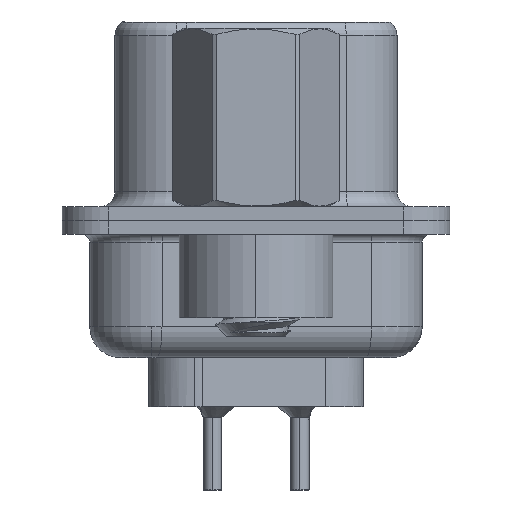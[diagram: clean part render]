
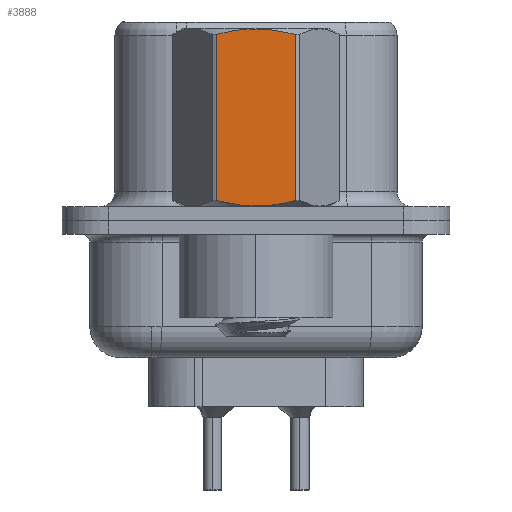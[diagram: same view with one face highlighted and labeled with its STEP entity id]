
A CAD part, left-side view. The second image highlights one B-rep face of the part: STEP entity #3888.
In plain terms, the highlighted planar face has unit normal (-1, 0, 0).
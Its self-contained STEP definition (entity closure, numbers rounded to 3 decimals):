
#75 = B_SPLINE_CURVE_WITH_KNOTS ( 'NONE', 3,
 ( #23138, #15167, #5043, #19207, #7140, #21235, #9241, #23222, #11263, #25260 ),
 .UNSPECIFIED., .F., .F.,
 ( 4, 2, 2, 2, 4 ),
 ( 0.001, 0.002, 0.002, 0.003, 0.004 ),
 .UNSPECIFIED. ) ;
#1066 = VECTOR ( 'NONE', #3272, 1000. ) ;
#1254 = ORIENTED_EDGE ( 'NONE', *, *, #11230, .T. ) ;
#2933 = CARTESIAN_POINT ( 'NONE',  ( -2.381, 1.273, 0.652 ) ) ;
#3272 = DIRECTION ( 'NONE',  ( 0., 0., -1. ) ) ;
#3870 = VERTEX_POINT ( 'NONE', #25504 ) ;
#3888 = ADVANCED_FACE ( 'NONE', ( #18939 ), #23511, .T. ) ;
#4959 = CARTESIAN_POINT ( 'NONE',  ( -2.381, 0.853, 0.549 ) ) ;
#5043 = CARTESIAN_POINT ( 'NONE',  ( -2.381, -0.858, 6.15 ) ) ;
#5924 = DIRECTION ( 'NONE',  ( 0., 0., 1. ) ) ;
#6728 = ORIENTED_EDGE ( 'NONE', *, *, #24503, .T. ) ;
#7065 = CARTESIAN_POINT ( 'NONE',  ( -2.381, 0.215, 0.468 ) ) ;
#7140 = CARTESIAN_POINT ( 'NONE',  ( -2.381, -0.215, 6.232 ) ) ;
#8518 = EDGE_CURVE ( 'NONE', #13513, #3870, #12599, .T. ) ;
#8667 = DIRECTION ( 'NONE',  ( -1., 0., 0. ) ) ;
#9166 = CARTESIAN_POINT ( 'NONE',  ( -2.381, -0.432, 0.485 ) ) ;
#9241 = CARTESIAN_POINT ( 'NONE',  ( -2.381, 0.428, 6.215 ) ) ;
#9723 = AXIS2_PLACEMENT_3D ( 'NONE', #10608, #8667, #23301 ) ;
#10608 = CARTESIAN_POINT ( 'NONE',  ( -2.381, 1.375, -3.75 ) ) ;
#11181 = CARTESIAN_POINT ( 'NONE',  ( -2.381, -1.066, 0.596 ) ) ;
#11230 = EDGE_CURVE ( 'NONE', #21120, #15549, #18091, .T. ) ;
#11263 = CARTESIAN_POINT ( 'NONE',  ( -2.381, 1.065, 6.104 ) ) ;
#12599 = LINE ( 'NONE', #15424, #1066 ) ;
#12807 = VECTOR ( 'NONE', #5924, 1000. ) ;
#12851 = B_SPLINE_CURVE_WITH_KNOTS ( 'NONE', 3,
 ( #2933, #13102, #4959, #19126, #7065, #21149, #9166, #23145, #11181, #25175 ),
 .UNSPECIFIED., .F., .F.,
 ( 4, 2, 2, 2, 4 ),
 ( 0.003, 0.003, 0.004, 0.004, 0.005 ),
 .UNSPECIFIED. ) ;
#13102 = CARTESIAN_POINT ( 'NONE',  ( -2.381, 1.065, 0.596 ) ) ;
#13513 = VERTEX_POINT ( 'NONE', #25600 ) ;
#14118 = CARTESIAN_POINT ( 'NONE',  ( -2.381, -1.273, 6.048 ) ) ;
#14351 = ORIENTED_EDGE ( 'NONE', *, *, #8518, .T. ) ;
#15167 = CARTESIAN_POINT ( 'NONE',  ( -2.381, -1.066, 6.104 ) ) ;
#15424 = CARTESIAN_POINT ( 'NONE',  ( -2.381, 1.273, 3.792 ) ) ;
#15549 = VERTEX_POINT ( 'NONE', #14118 ) ;
#17954 = EDGE_LOOP ( 'NONE', ( #6728, #1254, #22170, #14351 ) ) ;
#18091 = LINE ( 'NONE', #26086, #12807 ) ;
#18939 = FACE_OUTER_BOUND ( 'NONE', #17954, .T. ) ;
#19126 = CARTESIAN_POINT ( 'NONE',  ( -2.381, 0.428, 0.485 ) ) ;
#19207 = CARTESIAN_POINT ( 'NONE',  ( -2.381, -0.432, 6.215 ) ) ;
#19279 = CARTESIAN_POINT ( 'NONE',  ( -2.381, -1.273, 0.652 ) ) ;
#19771 = EDGE_CURVE ( 'NONE', #15549, #13513, #75, .T. ) ;
#21120 = VERTEX_POINT ( 'NONE', #19279 ) ;
#21149 = CARTESIAN_POINT ( 'NONE',  ( -2.381, -0.215, 0.468 ) ) ;
#21235 = CARTESIAN_POINT ( 'NONE',  ( -2.381, 0.215, 6.232 ) ) ;
#22170 = ORIENTED_EDGE ( 'NONE', *, *, #19771, .T. ) ;
#23138 = CARTESIAN_POINT ( 'NONE',  ( -2.381, -1.273, 6.048 ) ) ;
#23145 = CARTESIAN_POINT ( 'NONE',  ( -2.381, -0.858, 0.55 ) ) ;
#23222 = CARTESIAN_POINT ( 'NONE',  ( -2.381, 0.853, 6.151 ) ) ;
#23301 = DIRECTION ( 'NONE',  ( 0., -1., 0. ) ) ;
#23511 = PLANE ( 'NONE',  #9723 ) ;
#24503 = EDGE_CURVE ( 'NONE', #3870, #21120, #12851, .T. ) ;
#25175 = CARTESIAN_POINT ( 'NONE',  ( -2.381, -1.273, 0.652 ) ) ;
#25260 = CARTESIAN_POINT ( 'NONE',  ( -2.381, 1.273, 6.048 ) ) ;
#25504 = CARTESIAN_POINT ( 'NONE',  ( -2.381, 1.273, 0.652 ) ) ;
#25600 = CARTESIAN_POINT ( 'NONE',  ( -2.381, 1.273, 6.048 ) ) ;
#26086 = CARTESIAN_POINT ( 'NONE',  ( -2.381, -1.273, 3.792 ) ) ;
